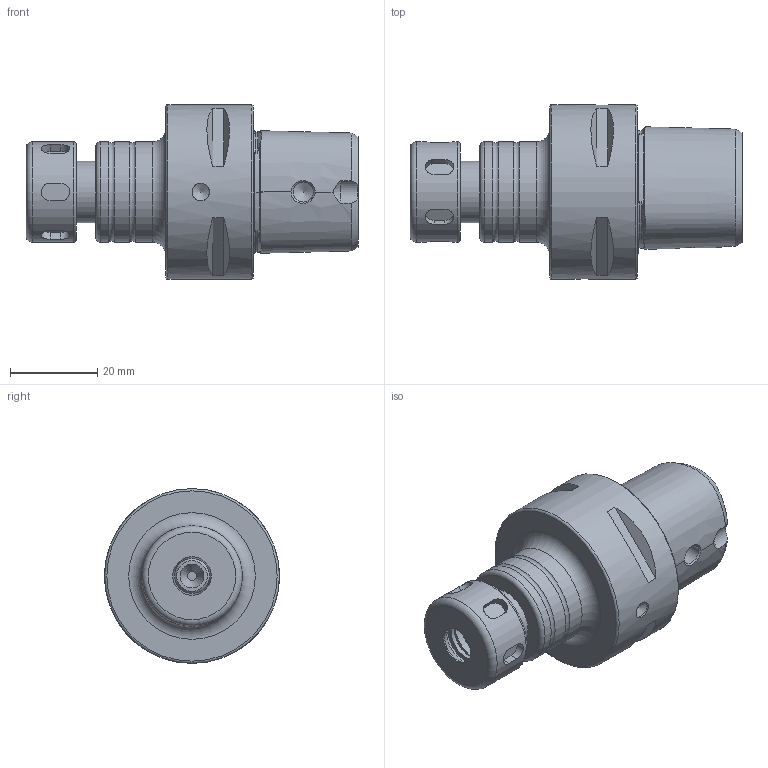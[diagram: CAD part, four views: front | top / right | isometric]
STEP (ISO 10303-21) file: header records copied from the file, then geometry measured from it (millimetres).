
FILE_DESCRIPTION((''),'2;1');
FILE_NAME('670000407052-3D.stp','2021-01-28T11:18:33',('nttooll'),(''),'Autodesk Inventor 2012','Autodesk Inventor 2012','');
FILE_SCHEMA(('AUTOMOTIVE_DESIGN { 1 0 10303 214 1 1 1 1 }'));
Length unit declared in the file: millimetre
Products named in the file (1): 670000407052-3D
Bounding box: 76 x 40 x 40 mm (x, y, z)
Volume: 41351.4 mm3; surface area: 13409.4 mm2
Topology: 1 solids, 1 shells, 164 faces, 355 edges, 223 vertices
Faces by surface type: plane 61, cylinder 51, cone 24, bspline 16, torus 11, sphere 1
Full cylindrical faces by diameter (mm): 1.7 x1, 3 x1, 3.5 x1, 4 x1, 4.599 x2, 4.6 x1, 5.5 x1, 5.745 x1, 7 x2, 7.3 x1, 8 x2, 8.5 x1, 8.79 x1, 9.7 x1, 12.1 x1, 14 x3, 14.5 x1, 17 x1, 18 x2, 20 x1, 23 x4, 40 x1
Entity records: 7633 total; most frequent: CARTESIAN_POINT 4441, DIRECTION 626, ORIENTED_EDGE 558, EDGE_CURVE 279, AXIS2_PLACEMENT_3D 272, EDGE_LOOP 260, VERTEX_POINT 211, FACE_OUTER_BOUND 164
